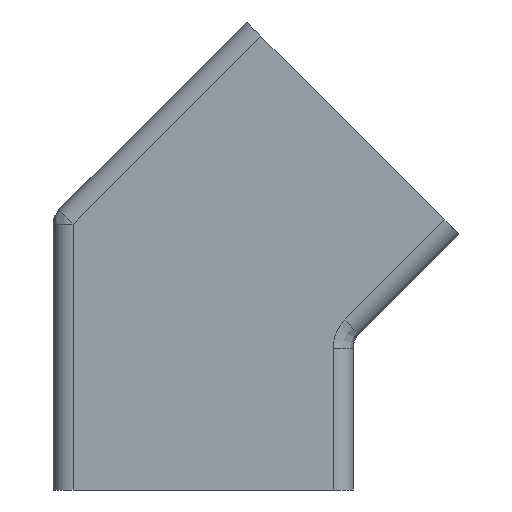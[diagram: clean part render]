
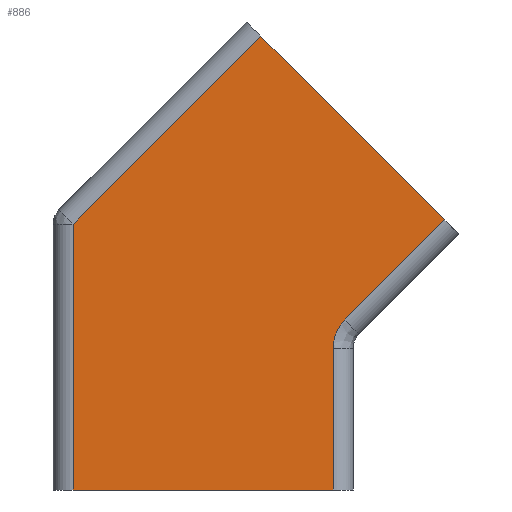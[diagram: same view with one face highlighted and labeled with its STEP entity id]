
A CAD part, left-side view. The second image highlights one B-rep face of the part: STEP entity #886.
In plain terms, the highlighted planar face has unit normal (-1, 0, 0).
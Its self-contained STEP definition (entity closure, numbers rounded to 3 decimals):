
#32 = DIRECTION ( 'NONE',  ( -1., 0., 0. ) ) ;
#136 = VERTEX_POINT ( 'NONE', #275 ) ;
#138 = DIRECTION ( 'NONE',  ( 0., 0.707, -0.707 ) ) ;
#145 = VERTEX_POINT ( 'NONE', #748 ) ;
#170 = ORIENTED_EDGE ( 'NONE', *, *, #191, .T. ) ;
#171 = EDGE_CURVE ( 'NONE', #136, #746, #412, .T. ) ;
#188 = DIRECTION ( 'NONE',  ( 0., 0., 1. ) ) ;
#191 = EDGE_CURVE ( 'NONE', #145, #555, #397, .T. ) ;
#219 = CARTESIAN_POINT ( 'NONE',  ( -15., -13., 0. ) ) ;
#230 = CARTESIAN_POINT ( 'NONE',  ( -15., -24.173, 27.001 ) ) ;
#235 = B_SPLINE_CURVE_WITH_KNOTS ( 'NONE', 3,
 ( #340, #917, #256, #425, #506, #994 ),
 .UNSPECIFIED., .F., .F.,
 ( 4, 2, 4 ),
 ( 0., 0.5, 1. ),
 .UNSPECIFIED. ) ;
#256 = CARTESIAN_POINT ( 'NONE',  ( -15., -13.102, 15.212 ) ) ;
#261 = VECTOR ( 'NONE', #670, 1000. ) ;
#265 = CARTESIAN_POINT ( 'NONE',  ( -15., -13., 14.172 ) ) ;
#275 = CARTESIAN_POINT ( 'NONE',  ( -15., -5.788, 45.386 ) ) ;
#284 = LINE ( 'NONE', #434, #261 ) ;
#292 = LINE ( 'NONE', #515, #1039 ) ;
#317 = DIRECTION ( 'NONE',  ( 0., 0., 1. ) ) ;
#322 = ORIENTED_EDGE ( 'NONE', *, *, #764, .T. ) ;
#325 = CARTESIAN_POINT ( 'NONE',  ( -15., -13., 0. ) ) ;
#328 = ORIENTED_EDGE ( 'NONE', *, *, #958, .T. ) ;
#340 = CARTESIAN_POINT ( 'NONE',  ( -15., -13., 14.172 ) ) ;
#371 = EDGE_CURVE ( 'NONE', #866, #145, #235, .T. ) ;
#382 = DIRECTION ( 'NONE',  ( 0., -0.707, 0.707 ) ) ;
#397 = LINE ( 'NONE', #547, #714 ) ;
#412 = LINE ( 'NONE', #791, #618 ) ;
#425 = CARTESIAN_POINT ( 'NONE',  ( -15., -13.507, 16.192 ) ) ;
#434 = CARTESIAN_POINT ( 'NONE',  ( -15., -24.173, 27.001 ) ) ;
#484 = VECTOR ( 'NONE', #1022, 1000. ) ;
#506 = CARTESIAN_POINT ( 'NONE',  ( -15., -13.796, 16.625 ) ) ;
#508 = DIRECTION ( 'NONE',  ( 0., 0., -1. ) ) ;
#511 = CARTESIAN_POINT ( 'NONE',  ( -15., 0., 0. ) ) ;
#515 = CARTESIAN_POINT ( 'NONE',  ( -15., 13., 0. ) ) ;
#541 = ORIENTED_EDGE ( 'NONE', *, *, #811, .T. ) ;
#547 = CARTESIAN_POINT ( 'NONE',  ( -15., -14.172, 17. ) ) ;
#555 = VERTEX_POINT ( 'NONE', #230 ) ;
#575 = VECTOR ( 'NONE', #317, 1000. ) ;
#604 = CARTESIAN_POINT ( 'NONE',  ( -15., 0., 0. ) ) ;
#611 = VERTEX_POINT ( 'NONE', #219 ) ;
#618 = VECTOR ( 'NONE', #138, 1000. ) ;
#645 = CARTESIAN_POINT ( 'NONE',  ( -15., 13., 0. ) ) ;
#658 = LINE ( 'NONE', #325, #575 ) ;
#670 = DIRECTION ( 'NONE',  ( 0., 0.707, 0.707 ) ) ;
#697 = ORIENTED_EDGE ( 'NONE', *, *, #879, .T. ) ;
#698 = ORIENTED_EDGE ( 'NONE', *, *, #171, .T. ) ;
#714 = VECTOR ( 'NONE', #382, 1000. ) ;
#746 = VERTEX_POINT ( 'NONE', #963 ) ;
#748 = CARTESIAN_POINT ( 'NONE',  ( -15., -14.172, 17. ) ) ;
#762 = VERTEX_POINT ( 'NONE', #645 ) ;
#764 = EDGE_CURVE ( 'NONE', #611, #866, #658, .T. ) ;
#791 = CARTESIAN_POINT ( 'NONE',  ( -15., -5.788, 45.386 ) ) ;
#811 = EDGE_CURVE ( 'NONE', #746, #762, #292, .T. ) ;
#832 = PLANE ( 'NONE',  #1035 ) ;
#837 = ORIENTED_EDGE ( 'NONE', *, *, #371, .T. ) ;
#864 = EDGE_LOOP ( 'NONE', ( #322, #837, #170, #697, #698, #541, #328 ) ) ;
#866 = VERTEX_POINT ( 'NONE', #265 ) ;
#879 = EDGE_CURVE ( 'NONE', #555, #136, #284, .T. ) ;
#886 = ADVANCED_FACE ( 'NONE', ( #911 ), #832, .T. ) ;
#911 = FACE_OUTER_BOUND ( 'NONE', #864, .T. ) ;
#917 = CARTESIAN_POINT ( 'NONE',  ( -15., -13., 14.702 ) ) ;
#951 = LINE ( 'NONE', #604, #484 ) ;
#958 = EDGE_CURVE ( 'NONE', #762, #611, #951, .T. ) ;
#963 = CARTESIAN_POINT ( 'NONE',  ( -15., 13., 26.598 ) ) ;
#994 = CARTESIAN_POINT ( 'NONE',  ( -15., -14.172, 17. ) ) ;
#1022 = DIRECTION ( 'NONE',  ( 0., -1., 0. ) ) ;
#1035 = AXIS2_PLACEMENT_3D ( 'NONE', #511, #32, #188 ) ;
#1039 = VECTOR ( 'NONE', #508, 1000. ) ;
